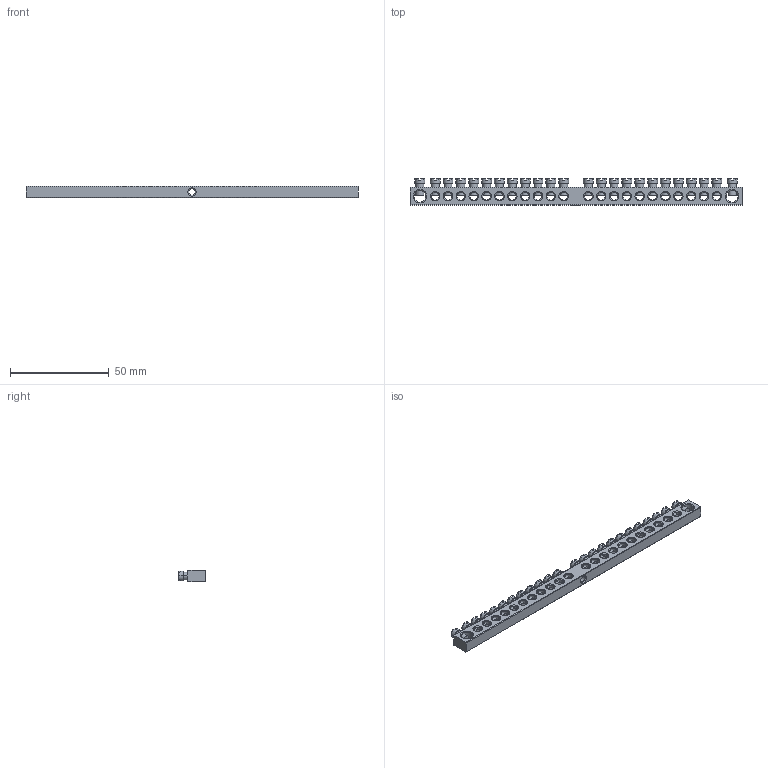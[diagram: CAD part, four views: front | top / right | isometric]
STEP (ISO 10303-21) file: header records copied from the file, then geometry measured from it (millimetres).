
FILE_DESCRIPTION (( 'STEP AP214' ), '1' );
FILE_NAME ('YNN10-24-100 Øèíà PEN çåìëÿ-íîëü 6õ9ìì 24_1 (24ãðóïïû_êðåï ïî öåíòð) ÈÝÊ.STEP', '2016-08-24T13:12:46', ( 'user' ), ( '' ), 'SwSTEP 2.0', 'SolidWorks 2014', '' );
FILE_SCHEMA (( 'AUTOMOTIVE_DESIGN' ));
Length unit declared in the file: millimetre
Products named in the file (3): YNN10-24-100 Øèíà PEN çåìëÿ-íîëü 6õ9ìì 24_1 (24ãðóïïû_êðåï ïî öåíòð) ÈÝÊ; Øèíà ÂõÍ n-1_6å9 24-1; Âèíò_Œ4
Assembly tree (25 placements, depth 2):
  YNN10-24-100 Øèíà PEN çåìëÿ-íîëü 6õ9ìì 24_1 (24ãðóïïû_êðåï ïî öåíòð) ÈÝÊ
    Øèíà ÂõÍ n-1_6å9 24-1
    Âèíò_Œ4  x24
Bounding box: 168 x 13.3 x 6 mm (x, y, z)
Volume: 8972.1 mm3; surface area: 10407.7 mm2
Topology: 25 solids, 25 shells, 1216 faces, 3278 edges, 2112 vertices
Faces by surface type: plane 754, cone 268, cylinder 194
Entity records: 10947 total; most frequent: CARTESIAN_POINT 2847, DIRECTION 1641, ORIENTED_EDGE 1446, EDGE_CURVE 723, AXIS2_PLACEMENT_3D 657, VERTEX_POINT 433, EDGE_LOOP 396, CIRCLE 333
